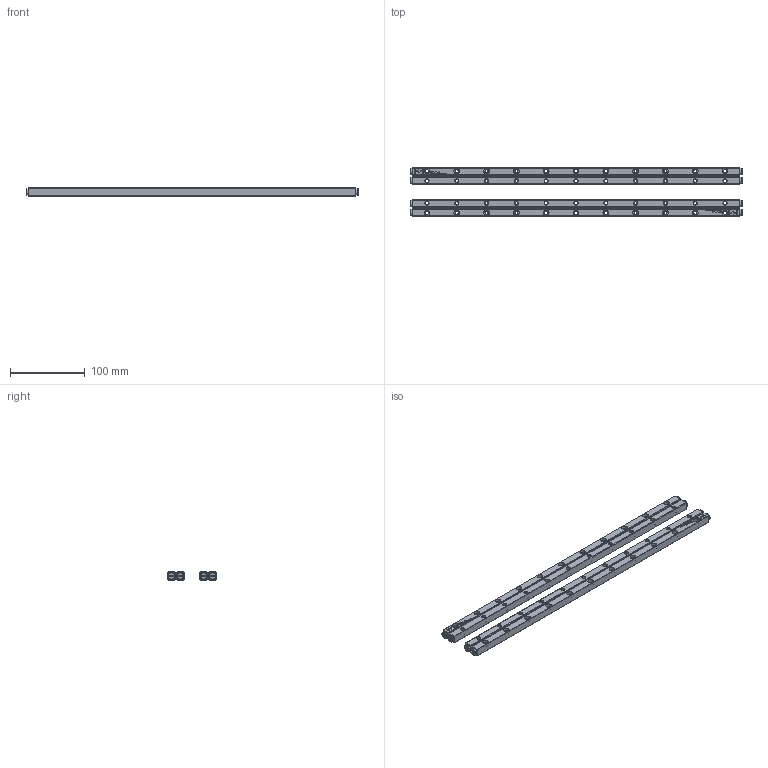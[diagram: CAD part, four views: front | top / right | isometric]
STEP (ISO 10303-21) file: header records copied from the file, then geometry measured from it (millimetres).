
FILE_DESCRIPTION(/* description */ (''),/* implementation_level */ '2;1');
FILE_NAME(/* name */ 'Set RSD-4440x43AA_stp_stp.stp',/* time_stamp */ '2025-05-27T14:03:09+02:00',/* author */ (''),/* organization */ (''),/* preprocessor_version */ 'ST-DEVELOPER v16.7',/* originating_system */ 'SIEMENS PLM Software NX 12.0',/* authorisation */ '');
FILE_SCHEMA (('AUTOMOTIVE_DESIGN { 1 0 10303 214 3 1 1 1 }'));
Products named in the file (1): Set RSD-4440x43AA_stp_stp
Bounding box: 445.4 x 65 x 11 mm (x, y, z)
Volume: 180601.5 mm3; surface area: 102117.2 mm2
Topology: 100 solids, 100 shells, 4670 faces, 11908 edges, 7630 vertices
Faces by surface type: plane 2596, cylinder 1414, bspline 360, cone 300
Full cylindrical faces by diameter (mm): 2.6 x8, 3 x8, 3.2 x8, 4 x86, 4.2 x44, 7.5 x44, 9 x8
Entity records: 147612 total; most frequent: CARTESIAN_POINT 28475, ORIENTED_EDGE 22520, DIRECTION 22274, EDGE_CURVE 11260, VERTEX_POINT 7480, AXIS2_PLACEMENT_3D 7455, LINE 7364, VECTOR 7364
